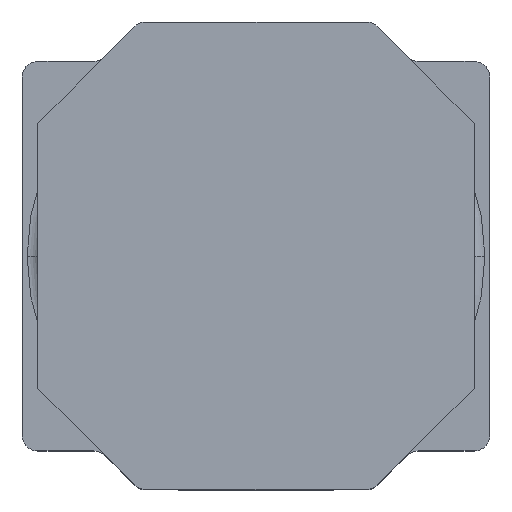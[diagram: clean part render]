
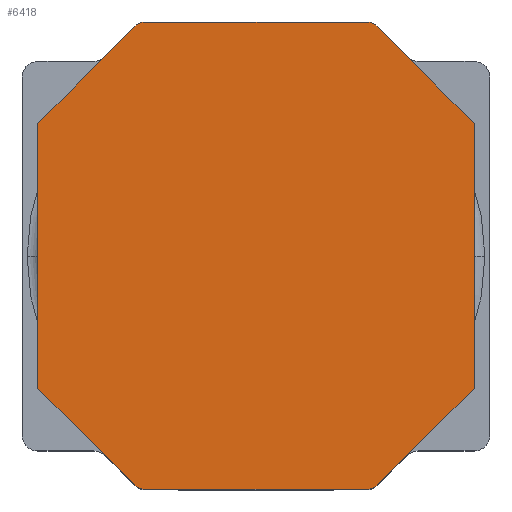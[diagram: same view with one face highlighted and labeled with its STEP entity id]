
A CAD part, top view. The second image highlights one B-rep face of the part: STEP entity #6418.
In plain terms, the highlighted planar face has unit normal (0, 0, 1).
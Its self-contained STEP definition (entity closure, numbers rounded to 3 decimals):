
#14 = VECTOR ( 'NONE', #14826, 1000. ) ;
#146 = AXIS2_PLACEMENT_3D ( 'NONE', #13878, #1568, #5289 ) ;
#268 = CARTESIAN_POINT ( 'NONE',  ( 1.559, 2.941, 4. ) ) ;
#546 = ORIENTED_EDGE ( 'NONE', *, *, #11774, .T. ) ;
#756 = VECTOR ( 'NONE', #1678, 1000. ) ;
#1036 = LINE ( 'NONE', #10866, #3051 ) ;
#1307 = VERTEX_POINT ( 'NONE', #15661 ) ;
#1534 = VERTEX_POINT ( 'NONE', #10668 ) ;
#1568 = DIRECTION ( 'NONE',  ( 0., 0., 1. ) ) ;
#1678 = DIRECTION ( 'NONE',  ( 0.707, -0.707, 0. ) ) ;
#2098 = CARTESIAN_POINT ( 'NONE',  ( 2.8, 1.7, 4. ) ) ;
#2598 = CARTESIAN_POINT ( 'NONE',  ( 0., 0., 4. ) ) ;
#3051 = VECTOR ( 'NONE', #5914, 1000. ) ;
#3294 = VECTOR ( 'NONE', #14537, 1000. ) ;
#3356 = VECTOR ( 'NONE', #3549, 1000. ) ;
#3359 = EDGE_CURVE ( 'NONE', #8683, #11678, #11299, .T. ) ;
#3460 = ORIENTED_EDGE ( 'NONE', *, *, #10518, .T. ) ;
#3536 = DIRECTION ( 'NONE',  ( 0., 0., 1. ) ) ;
#3549 = DIRECTION ( 'NONE',  ( -0.707, 0.707, 0. ) ) ;
#3714 = CARTESIAN_POINT ( 'NONE',  ( 2.8, -1.7, 4. ) ) ;
#3794 = CARTESIAN_POINT ( 'NONE',  ( 2.8, -1.7, 4. ) ) ;
#4295 = EDGE_CURVE ( 'NONE', #11678, #5434, #13405, .T. ) ;
#4675 = CARTESIAN_POINT ( 'NONE',  ( 1.417, 3., 4. ) ) ;
#4819 = DIRECTION ( 'NONE',  ( -1., 0., 0. ) ) ;
#4916 = DIRECTION ( 'NONE',  ( 0.707, 0.707, 0. ) ) ;
#5244 = EDGE_CURVE ( 'NONE', #9397, #10688, #8202, .T. ) ;
#5289 = DIRECTION ( 'NONE',  ( 1., 0., 0. ) ) ;
#5434 = VERTEX_POINT ( 'NONE', #13048 ) ;
#5485 = CARTESIAN_POINT ( 'NONE',  ( -2.8, -1.7, 4. ) ) ;
#5521 = DIRECTION ( 'NONE',  ( 1., 0., 0. ) ) ;
#5837 = CIRCLE ( 'NONE', #15635, 0.2 ) ;
#5914 = DIRECTION ( 'NONE',  ( 1., 0., 0. ) ) ;
#6234 = DIRECTION ( 'NONE',  ( 1., 0., 0. ) ) ;
#6297 = DIRECTION ( 'NONE',  ( 1., 0., 0. ) ) ;
#6312 = EDGE_CURVE ( 'NONE', #12736, #10364, #13209, .T. ) ;
#6359 = CARTESIAN_POINT ( 'NONE',  ( -1.559, 2.941, 4. ) ) ;
#6367 = CARTESIAN_POINT ( 'NONE',  ( 1.417, 2.8, 4. ) ) ;
#6411 = AXIS2_PLACEMENT_3D ( 'NONE', #8077, #6567, #13065 ) ;
#6418 = ADVANCED_FACE ( 'NONE', ( #12502 ), #8717, .T. ) ;
#6508 = EDGE_CURVE ( 'NONE', #11398, #12736, #9881, .T. ) ;
#6567 = DIRECTION ( 'NONE',  ( 0., 0., 1. ) ) ;
#6730 = CARTESIAN_POINT ( 'NONE',  ( 1.417, -2.8, 4. ) ) ;
#6835 = ORIENTED_EDGE ( 'NONE', *, *, #6312, .T. ) ;
#7152 = VECTOR ( 'NONE', #4916, 1000. ) ;
#7207 = AXIS2_PLACEMENT_3D ( 'NONE', #2598, #14800, #6234 ) ;
#7236 = CARTESIAN_POINT ( 'NONE',  ( -1.559, 2.941, 4. ) ) ;
#7251 = ORIENTED_EDGE ( 'NONE', *, *, #4295, .T. ) ;
#7432 = EDGE_CURVE ( 'NONE', #13305, #9397, #10132, .T. ) ;
#7576 = CARTESIAN_POINT ( 'NONE',  ( -2.8, -1.7, 4. ) ) ;
#7845 = VERTEX_POINT ( 'NONE', #14802 ) ;
#8008 = EDGE_LOOP ( 'NONE', ( #15629, #10968, #7251, #13794, #11604, #8559, #9565, #3460, #546, #12936, #6835, #13195 ) ) ;
#8077 = CARTESIAN_POINT ( 'NONE',  ( -1.417, -2.8, 4. ) ) ;
#8202 = CIRCLE ( 'NONE', #6411, 0.2 ) ;
#8359 = LINE ( 'NONE', #4675, #14902 ) ;
#8559 = ORIENTED_EDGE ( 'NONE', *, *, #5244, .T. ) ;
#8625 = DIRECTION ( 'NONE',  ( 0., 1., 0. ) ) ;
#8667 = AXIS2_PLACEMENT_3D ( 'NONE', #6730, #11701, #5521 ) ;
#8683 = VERTEX_POINT ( 'NONE', #8793 ) ;
#8717 = PLANE ( 'NONE',  #7207 ) ;
#8793 = CARTESIAN_POINT ( 'NONE',  ( -1.417, 3., 4. ) ) ;
#8923 = CARTESIAN_POINT ( 'NONE',  ( -1.559, -2.941, 4. ) ) ;
#9397 = VERTEX_POINT ( 'NONE', #8923 ) ;
#9565 = ORIENTED_EDGE ( 'NONE', *, *, #14283, .T. ) ;
#9840 = EDGE_CURVE ( 'NONE', #10364, #7845, #5837, .T. ) ;
#9881 = LINE ( 'NONE', #3714, #10595 ) ;
#9982 = CARTESIAN_POINT ( 'NONE',  ( -1.417, -3., 4. ) ) ;
#10132 = LINE ( 'NONE', #5485, #756 ) ;
#10364 = VERTEX_POINT ( 'NONE', #268 ) ;
#10518 = EDGE_CURVE ( 'NONE', #1534, #1307, #15647, .T. ) ;
#10595 = VECTOR ( 'NONE', #8625, 1000. ) ;
#10668 = CARTESIAN_POINT ( 'NONE',  ( 1.417, -3., 4. ) ) ;
#10688 = VERTEX_POINT ( 'NONE', #9982 ) ;
#10837 = EDGE_CURVE ( 'NONE', #7845, #8683, #8359, .T. ) ;
#10866 = CARTESIAN_POINT ( 'NONE',  ( -1.417, -3., 4. ) ) ;
#10968 = ORIENTED_EDGE ( 'NONE', *, *, #3359, .T. ) ;
#11044 = LINE ( 'NONE', #13869, #14 ) ;
#11299 = CIRCLE ( 'NONE', #146, 0.2 ) ;
#11398 = VERTEX_POINT ( 'NONE', #3794 ) ;
#11604 = ORIENTED_EDGE ( 'NONE', *, *, #7432, .T. ) ;
#11678 = VERTEX_POINT ( 'NONE', #6359 ) ;
#11701 = DIRECTION ( 'NONE',  ( 0., 0., 1. ) ) ;
#11774 = EDGE_CURVE ( 'NONE', #1307, #11398, #14693, .T. ) ;
#12502 = FACE_OUTER_BOUND ( 'NONE', #8008, .T. ) ;
#12736 = VERTEX_POINT ( 'NONE', #15098 ) ;
#12936 = ORIENTED_EDGE ( 'NONE', *, *, #6508, .T. ) ;
#13048 = CARTESIAN_POINT ( 'NONE',  ( -2.8, 1.7, 4. ) ) ;
#13065 = DIRECTION ( 'NONE',  ( 1., 0., 0. ) ) ;
#13195 = ORIENTED_EDGE ( 'NONE', *, *, #9840, .T. ) ;
#13209 = LINE ( 'NONE', #2098, #3356 ) ;
#13305 = VERTEX_POINT ( 'NONE', #7576 ) ;
#13405 = LINE ( 'NONE', #7236, #3294 ) ;
#13794 = ORIENTED_EDGE ( 'NONE', *, *, #14085, .T. ) ;
#13869 = CARTESIAN_POINT ( 'NONE',  ( -2.8, -1.7, 4. ) ) ;
#13878 = CARTESIAN_POINT ( 'NONE',  ( -1.417, 2.8, 4. ) ) ;
#14085 = EDGE_CURVE ( 'NONE', #5434, #13305, #11044, .T. ) ;
#14283 = EDGE_CURVE ( 'NONE', #10688, #1534, #1036, .T. ) ;
#14537 = DIRECTION ( 'NONE',  ( -0.707, -0.707, 0. ) ) ;
#14693 = LINE ( 'NONE', #14856, #7152 ) ;
#14800 = DIRECTION ( 'NONE',  ( 0., 0., 1. ) ) ;
#14802 = CARTESIAN_POINT ( 'NONE',  ( 1.417, 3., 4. ) ) ;
#14826 = DIRECTION ( 'NONE',  ( 0., -1., 0. ) ) ;
#14856 = CARTESIAN_POINT ( 'NONE',  ( 1.559, -2.941, 4. ) ) ;
#14902 = VECTOR ( 'NONE', #4819, 1000. ) ;
#15098 = CARTESIAN_POINT ( 'NONE',  ( 2.8, 1.7, 4. ) ) ;
#15629 = ORIENTED_EDGE ( 'NONE', *, *, #10837, .T. ) ;
#15635 = AXIS2_PLACEMENT_3D ( 'NONE', #6367, #3536, #6297 ) ;
#15647 = CIRCLE ( 'NONE', #8667, 0.2 ) ;
#15661 = CARTESIAN_POINT ( 'NONE',  ( 1.559, -2.941, 4. ) ) ;
